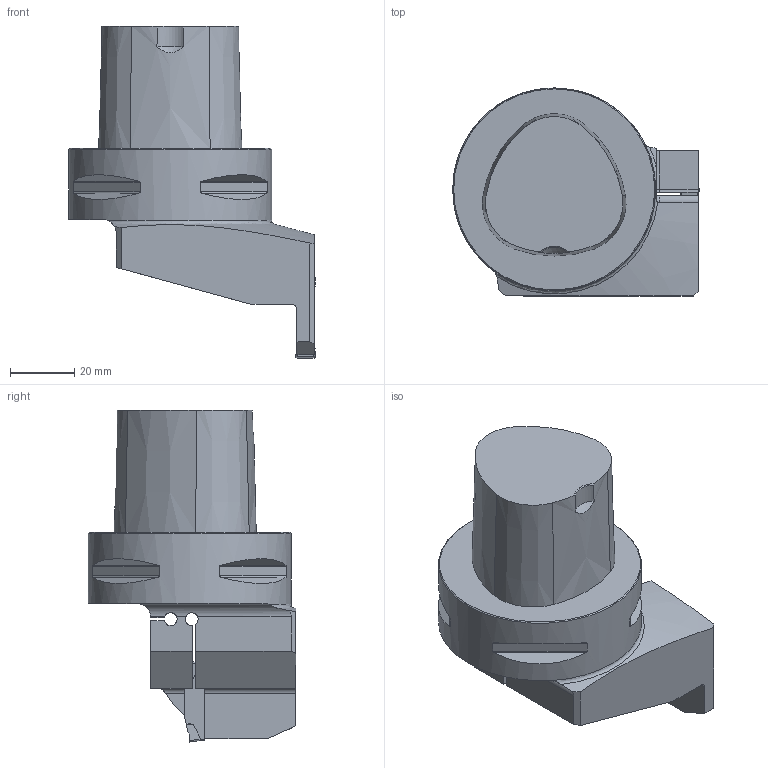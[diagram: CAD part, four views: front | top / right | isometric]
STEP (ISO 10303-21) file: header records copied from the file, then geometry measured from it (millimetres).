
FILE_DESCRIPTION(/* description */ (''),/* implementation_level */ '2;1');
FILE_NAME(/* name */ 'TOOLASSEMBLY_1.STP',/* time_stamp */ '2022-11-03T14:12:42+01:00',/* author */ (''),/* organization */ ('SMS'),/* preprocessor_version */ 'ST-DEVELOPER v16.7',/* originating_system */ 'SIEMENS PLM Software NX 12.0',/* authorisation */ '');
FILE_SCHEMA (('AUTOMOTIVE_DESIGN { 1 0 10303 214 3 1 1 1 }'));
Length unit declared in the file: millimetre
Products named in the file (4): ASSEMBLY_CONSTRUCTION; CUT_20221103141125; NOCUT_20221103141041; TOOLASSEMBLY_1
Assembly tree (3 placements, depth 2):
  TOOLASSEMBLY_1
    NOCUT_20221103141041
    CUT_20221103141125
    ASSEMBLY_CONSTRUCTION
Bounding box: 76.52 x 64.5 x 103 mm (x, y, z)
Volume: 181161 mm3; surface area: 26754.1 mm2
Topology: 2 solids, 2 shells, 119 faces, 326 edges, 220 vertices
Faces by surface type: plane 76, cylinder 25, cone 11, extrusion 4, torus 3
Full cylindrical faces by diameter (mm): 63 x1
Entity records: 4376 total; most frequent: CARTESIAN_POINT 1246, ORIENTED_EDGE 644, DIRECTION 591, EDGE_CURVE 322, VERTEX_POINT 214, VECTOR 207, LINE 203, AXIS2_PLACEMENT_3D 192
